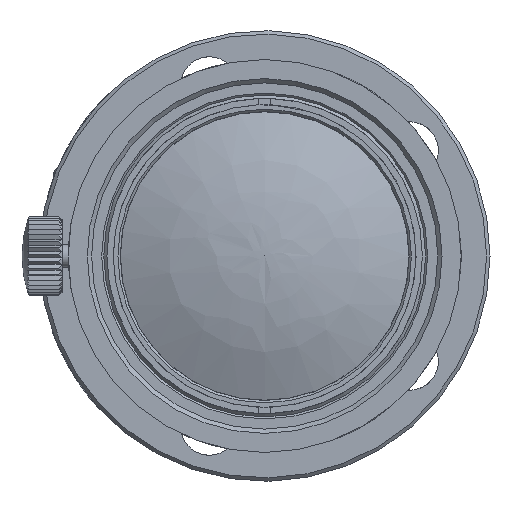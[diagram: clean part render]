
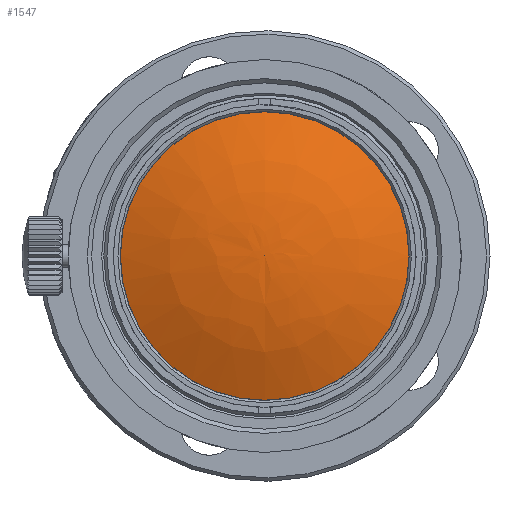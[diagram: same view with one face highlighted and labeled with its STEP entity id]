
A CAD part, left-side view. The second image highlights one B-rep face of the part: STEP entity #1547.
In plain terms, the highlighted face is a revolution surface.
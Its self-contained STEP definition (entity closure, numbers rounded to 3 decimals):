
#152=SURFACE_OF_REVOLUTION('',#594,#154);
#154=AXIS1_PLACEMENT('',#11980,#10147);
#156=VERTEX_LOOP('',#6533);
#201=FACE_BOUND('',#156,.T.);
#202=FACE_BOUND('',#2461,.T.);
#594=B_SPLINE_CURVE_WITH_KNOTS('',3,(#11976,#11977,#11978,#11979),
 .UNSPECIFIED.,.F.,.F.,(4,4),(0.,1.),.UNSPECIFIED.);
#1547=ADVANCED_FACE('',(#201,#202),#152,.F.);
#2461=EDGE_LOOP('',(#4000));
#4000=ORIENTED_EDGE('',*,*,#7728,.F.);
#6533=VERTEX_POINT('',#11973);
#6534=VERTEX_POINT('',#11975);
#7728=EDGE_CURVE('',#6534,#6534,#8974,.T.);
#8974=CIRCLE('',#9271,12.482);
#9271=AXIS2_PLACEMENT_3D('',#11974,#10145,#10146);
#10145=DIRECTION('',(1.,0.,0.));
#10146=DIRECTION('',(0.,-1.,0.));
#10147=DIRECTION('',(-1.,0.,0.));
#11973=CARTESIAN_POINT('',(-65.665,0.,0.));
#11974=CARTESIAN_POINT('',(-63.014,0.,0.));
#11975=CARTESIAN_POINT('',(-63.014,-12.482,0.));
#11976=CARTESIAN_POINT('',(-65.665,0.,0.));
#11977=CARTESIAN_POINT('',(-65.665,0.,-4.161));
#11978=CARTESIAN_POINT('',(-64.872,0.,-8.321));
#11979=CARTESIAN_POINT('',(-63.014,0.,-12.482));
#11980=CARTESIAN_POINT('',(-65.665,0.,0.));
